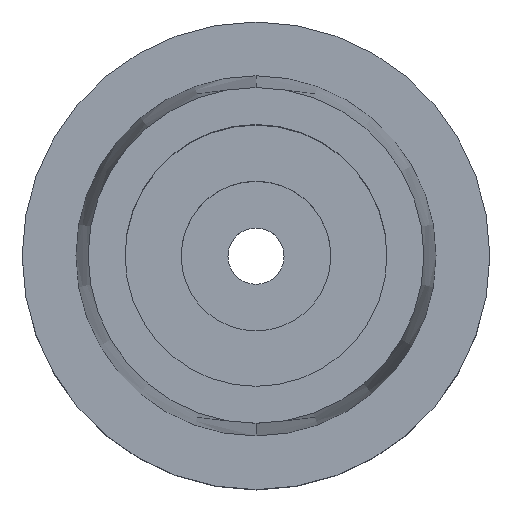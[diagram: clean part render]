
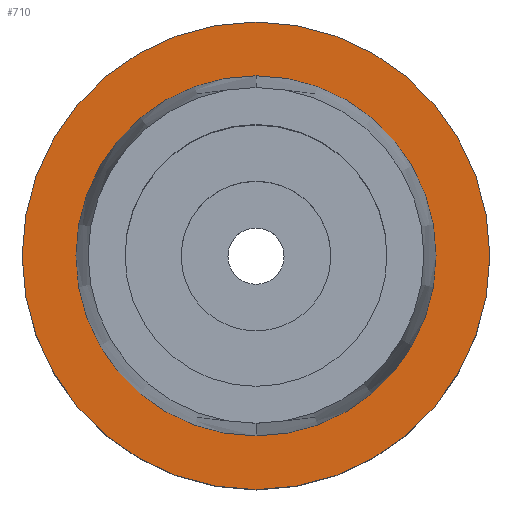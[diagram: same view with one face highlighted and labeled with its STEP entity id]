
A CAD part, top view. The second image highlights one B-rep face of the part: STEP entity #710.
In plain terms, the highlighted planar face has unit normal (0, 0, 1).
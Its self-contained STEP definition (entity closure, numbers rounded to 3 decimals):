
#121 = CARTESIAN_POINT ( 'NONE',  ( 0., -9.625, 0. ) ) ;
#144 = EDGE_CURVE ( 'NONE', #2563, #1073, #1936, .T. ) ;
#205 = CARTESIAN_POINT ( 'NONE',  ( 0., 0., 0. ) ) ;
#219 = DIRECTION ( 'NONE',  ( 1., 0., 0. ) ) ;
#226 = ORIENTED_EDGE ( 'NONE', *, *, #1637, .F. ) ;
#298 = CARTESIAN_POINT ( 'NONE',  ( 0., 0., 0. ) ) ;
#307 = EDGE_CURVE ( 'NONE', #1073, #2563, #1203, .T. ) ;
#309 = CARTESIAN_POINT ( 'NONE',  ( 0., 0., 0. ) ) ;
#340 = DIRECTION ( 'NONE',  ( 0., 0., -1. ) ) ;
#390 = ORIENTED_EDGE ( 'NONE', *, *, #307, .F. ) ;
#578 = DIRECTION ( 'NONE',  ( 0., 0., -1. ) ) ;
#595 = DIRECTION ( 'NONE',  ( 0., 0., 1. ) ) ;
#710 = ADVANCED_FACE ( 'NONE', ( #2285, #2451 ), #1263, .T. ) ;
#722 = CARTESIAN_POINT ( 'NONE',  ( 0., 0., 0. ) ) ;
#759 = AXIS2_PLACEMENT_3D ( 'NONE', #309, #340, #2389 ) ;
#770 = CIRCLE ( 'NONE', #2289, 9.625 ) ;
#794 = DIRECTION ( 'NONE',  ( 0., 1., 0. ) ) ;
#814 = AXIS2_PLACEMENT_3D ( 'NONE', #2263, #578, #794 ) ;
#1073 = VERTEX_POINT ( 'NONE', #2376 ) ;
#1203 = CIRCLE ( 'NONE', #814, 12.5 ) ;
#1217 = VERTEX_POINT ( 'NONE', #1383 ) ;
#1263 = PLANE ( 'NONE',  #1292 ) ;
#1292 = AXIS2_PLACEMENT_3D ( 'NONE', #205, #595, #219 ) ;
#1383 = CARTESIAN_POINT ( 'NONE',  ( 0., 9.625, 0. ) ) ;
#1421 = AXIS2_PLACEMENT_3D ( 'NONE', #298, #1693, #2519 ) ;
#1622 = VERTEX_POINT ( 'NONE', #121 ) ;
#1637 = EDGE_CURVE ( 'NONE', #1622, #1217, #770, .T. ) ;
#1671 = EDGE_LOOP ( 'NONE', ( #390, #2672 ) ) ;
#1693 = DIRECTION ( 'NONE',  ( 0., 0., 1. ) ) ;
#1865 = ORIENTED_EDGE ( 'NONE', *, *, #2262, .F. ) ;
#1936 = CIRCLE ( 'NONE', #759, 12.5 ) ;
#2043 = EDGE_LOOP ( 'NONE', ( #1865, #226 ) ) ;
#2158 = CARTESIAN_POINT ( 'NONE',  ( 0., -12.5, 0. ) ) ;
#2262 = EDGE_CURVE ( 'NONE', #1217, #1622, #2579, .T. ) ;
#2263 = CARTESIAN_POINT ( 'NONE',  ( 0., 0., 0. ) ) ;
#2285 = FACE_OUTER_BOUND ( 'NONE', #1671, .T. ) ;
#2289 = AXIS2_PLACEMENT_3D ( 'NONE', #722, #2597, #2586 ) ;
#2376 = CARTESIAN_POINT ( 'NONE',  ( 0., 12.5, 0. ) ) ;
#2389 = DIRECTION ( 'NONE',  ( 0., -1., 0. ) ) ;
#2451 = FACE_BOUND ( 'NONE', #2043, .T. ) ;
#2519 = DIRECTION ( 'NONE',  ( 0., 1., 0. ) ) ;
#2563 = VERTEX_POINT ( 'NONE', #2158 ) ;
#2579 = CIRCLE ( 'NONE', #1421, 9.625 ) ;
#2586 = DIRECTION ( 'NONE',  ( 0., -1., 0. ) ) ;
#2597 = DIRECTION ( 'NONE',  ( 0., 0., 1. ) ) ;
#2672 = ORIENTED_EDGE ( 'NONE', *, *, #144, .F. ) ;
